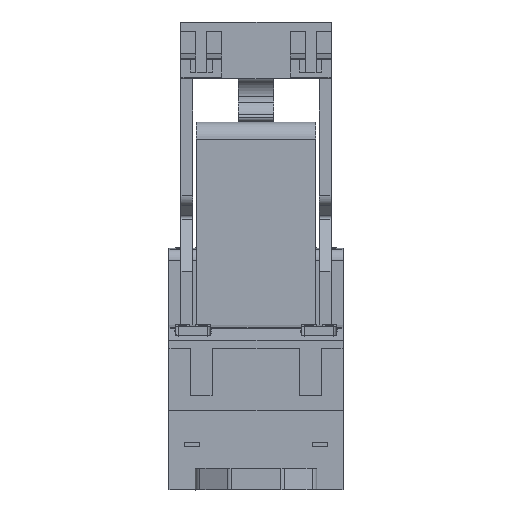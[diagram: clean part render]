
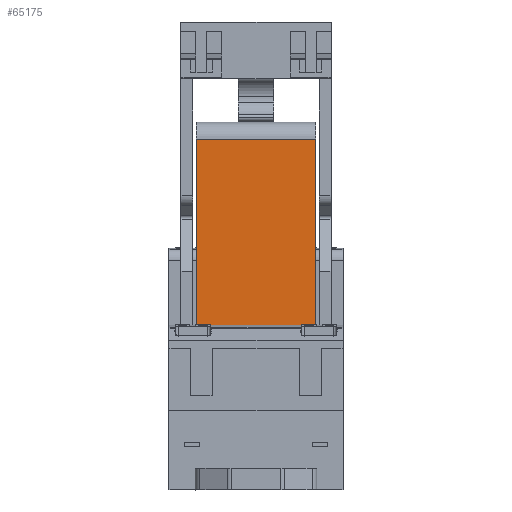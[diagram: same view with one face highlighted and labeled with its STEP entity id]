
A CAD part, front view. The second image highlights one B-rep face of the part: STEP entity #65175.
In plain terms, the highlighted planar face has unit normal (0, -1, 0).
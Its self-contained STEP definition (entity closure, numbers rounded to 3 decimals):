
#65148=AXIS2_PLACEMENT_3D('Plane Axis2P3D',#65145,#65146,#65147) ;
#65078=CARTESIAN_POINT('Line Origine',(4.795,31.495,45.357)) ;
#65082=CARTESIAN_POINT('Vertex',(4.795,31.495,29.)) ;
#65084=CARTESIAN_POINT('Vertex',(4.795,31.495,61.713)) ;
#65145=CARTESIAN_POINT('Axis2P3D Location',(25.805,31.495,29.6)) ;
#65150=CARTESIAN_POINT('Line Origine',(25.805,31.495,45.357)) ;
#65154=CARTESIAN_POINT('Vertex',(25.805,31.495,61.713)) ;
#65156=CARTESIAN_POINT('Vertex',(25.805,31.495,29.)) ;
#65159=CARTESIAN_POINT('Line Origine',(15.3,31.495,61.713)) ;
#65164=CARTESIAN_POINT('Line Origine',(15.3,31.495,29.)) ;
#65079=DIRECTION('Vector Direction',(0.,0.,-1.)) ;
#65146=DIRECTION('Axis2P3D Direction',(0.,1.,0.)) ;
#65147=DIRECTION('Axis2P3D XDirection',(-1.,0.,0.)) ;
#65151=DIRECTION('Vector Direction',(0.,0.,1.)) ;
#65160=DIRECTION('Vector Direction',(1.,0.,0.)) ;
#65165=DIRECTION('Vector Direction',(-1.,0.,0.)) ;
#65080=VECTOR('Line Direction',#65079,1.) ;
#65152=VECTOR('Line Direction',#65151,1.) ;
#65161=VECTOR('Line Direction',#65160,1.) ;
#65166=VECTOR('Line Direction',#65165,1.) ;
#65170=ORIENTED_EDGE('',*,*,#65158,.F.) ;
#65171=ORIENTED_EDGE('',*,*,#65163,.F.) ;
#65172=ORIENTED_EDGE('',*,*,#65086,.F.) ;
#65173=ORIENTED_EDGE('',*,*,#65168,.F.) ;
#65175=ADVANCED_FACE('RELAIS',(#65174),#65149,.F.) ;
#65086=EDGE_CURVE('',#65083,#65085,#65081,.F.) ;
#65158=EDGE_CURVE('',#65155,#65157,#65153,.F.) ;
#65163=EDGE_CURVE('',#65085,#65155,#65162,.T.) ;
#65168=EDGE_CURVE('',#65157,#65083,#65167,.T.) ;
#65169=EDGE_LOOP('',(#65170,#65171,#65172,#65173)) ;
#65174=FACE_OUTER_BOUND('',#65169,.T.) ;
#65081=LINE('Line',#65078,#65080) ;
#65153=LINE('Line',#65150,#65152) ;
#65162=LINE('Line',#65159,#65161) ;
#65167=LINE('Line',#65164,#65166) ;
#65149=PLANE('',#65148) ;
#65083=VERTEX_POINT('',#65082) ;
#65085=VERTEX_POINT('',#65084) ;
#65155=VERTEX_POINT('',#65154) ;
#65157=VERTEX_POINT('',#65156) ;
